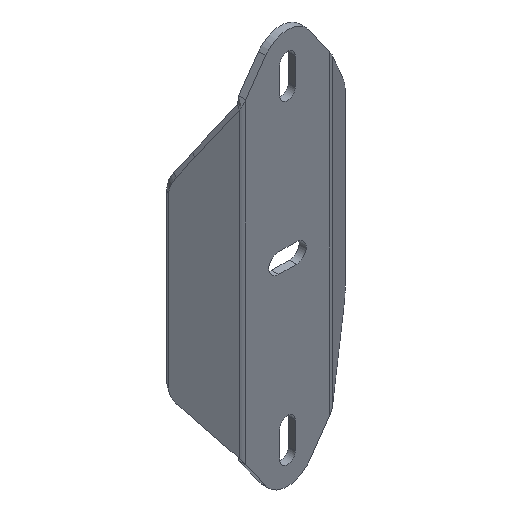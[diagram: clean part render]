
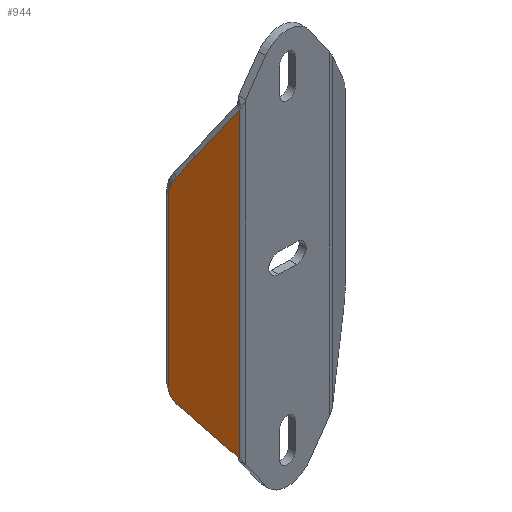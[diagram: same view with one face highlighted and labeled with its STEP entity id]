
A CAD part, isometric view. The second image highlights one B-rep face of the part: STEP entity #944.
In plain terms, the highlighted planar face has unit normal (-0.574, -0.819, 0).
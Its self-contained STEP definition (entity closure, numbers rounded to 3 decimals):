
#8 = VERTEX_POINT ( 'NONE', #309 ) ;
#27 = CARTESIAN_POINT ( 'NONE',  ( -64.745, 10.324, -46.922 ) ) ;
#40 = LINE ( 'NONE', #1253, #702 ) ;
#57 = VECTOR ( 'NONE', #828, 1000. ) ;
#101 = VERTEX_POINT ( 'NONE', #1238 ) ;
#111 = ORIENTED_EDGE ( 'NONE', *, *, #772, .F. ) ;
#112 = ORIENTED_EDGE ( 'NONE', *, *, #1411, .T. ) ;
#118 = AXIS2_PLACEMENT_3D ( 'NONE', #1237, #182, #517 ) ;
#123 = DIRECTION ( 'NONE',  ( -0.819, 0.574, 0. ) ) ;
#142 = DIRECTION ( 'NONE',  ( -0.574, -0.819, 0. ) ) ;
#143 = CARTESIAN_POINT ( 'NONE',  ( -51.291, 0.904, 105. ) ) ;
#172 = LINE ( 'NONE', #366, #1366 ) ;
#182 = DIRECTION ( 'NONE',  ( -0.574, -0.819, 0. ) ) ;
#213 = VERTEX_POINT ( 'NONE', #449 ) ;
#248 = DIRECTION ( 'NONE',  ( -0.532, 0.373, -0.76 ) ) ;
#261 = DIRECTION ( 'NONE',  ( -0.532, 0.373, -0.76 ) ) ;
#267 = VERTEX_POINT ( 'NONE', #1062 ) ;
#293 = VECTOR ( 'NONE', #844, 1000. ) ;
#309 = CARTESIAN_POINT ( 'NONE',  ( -72.217, 15.556, 54.719 ) ) ;
#336 = DIRECTION ( 'NONE',  ( -0.532, 0.373, 0.76 ) ) ;
#351 = EDGE_CURVE ( 'NONE', #695, #1084, #722, .T. ) ;
#366 = CARTESIAN_POINT ( 'NONE',  ( -65.989, 11.196, 63.613 ) ) ;
#377 = DIRECTION ( 'NONE',  ( 0.819, -0.574, 0. ) ) ;
#419 = DIRECTION ( 'NONE',  ( 0.532, -0.373, -0.76 ) ) ;
#446 = CIRCLE ( 'NONE', #118, 12. ) ;
#449 = CARTESIAN_POINT ( 'NONE',  ( -51.291, 0.904, -84.604 ) ) ;
#481 = CARTESIAN_POINT ( 'NONE',  ( -51.291, 0.904, 84.604 ) ) ;
#503 = ORIENTED_EDGE ( 'NONE', *, *, #849, .T. ) ;
#512 = AXIS2_PLACEMENT_3D ( 'NONE', #27, #142, #377 ) ;
#517 = DIRECTION ( 'NONE',  ( -0.819, 0.574, 0. ) ) ;
#539 = VERTEX_POINT ( 'NONE', #633 ) ;
#589 = VECTOR ( 'NONE', #336, 1000. ) ;
#620 = LINE ( 'NONE', #942, #868 ) ;
#633 = CARTESIAN_POINT ( 'NONE',  ( -65.989, 11.196, -63.613 ) ) ;
#695 = VERTEX_POINT ( 'NONE', #904 ) ;
#702 = VECTOR ( 'NONE', #419, 1000. ) ;
#709 = PLANE ( 'NONE',  #953 ) ;
#713 = ORIENTED_EDGE ( 'NONE', *, *, #351, .T. ) ;
#722 = CIRCLE ( 'NONE', #512, 12. ) ;
#740 = FACE_OUTER_BOUND ( 'NONE', #1486, .T. ) ;
#772 = EDGE_CURVE ( 'NONE', #213, #539, #1227, .T. ) ;
#782 = ORIENTED_EDGE ( 'NONE', *, *, #1452, .T. ) ;
#828 = DIRECTION ( 'NONE',  ( 0., 0., -1. ) ) ;
#844 = DIRECTION ( 'NONE',  ( 0., 0., 1. ) ) ;
#849 = EDGE_CURVE ( 'NONE', #101, #8, #172, .T. ) ;
#857 = ORIENTED_EDGE ( 'NONE', *, *, #892, .T. ) ;
#868 = VECTOR ( 'NONE', #261, 1000. ) ;
#892 = EDGE_CURVE ( 'NONE', #267, #695, #1059, .T. ) ;
#897 = LINE ( 'NONE', #143, #293 ) ;
#904 = CARTESIAN_POINT ( 'NONE',  ( -74.575, 17.207, -46.922 ) ) ;
#942 = CARTESIAN_POINT ( 'NONE',  ( -42.494, -5.256, 97.168 ) ) ;
#944 = ADVANCED_FACE ( 'NONE', ( #740 ), #709, .F. ) ;
#953 = AXIS2_PLACEMENT_3D ( 'NONE', #1404, #1305, #123 ) ;
#956 = EDGE_CURVE ( 'NONE', #1225, #101, #620, .T. ) ;
#1009 = ORIENTED_EDGE ( 'NONE', *, *, #1317, .T. ) ;
#1022 = CARTESIAN_POINT ( 'NONE',  ( -72.217, 15.556, -54.719 ) ) ;
#1059 = LINE ( 'NONE', #1166, #57 ) ;
#1062 = CARTESIAN_POINT ( 'NONE',  ( -74.575, 17.207, 46.922 ) ) ;
#1063 = ORIENTED_EDGE ( 'NONE', *, *, #956, .T. ) ;
#1084 = VERTEX_POINT ( 'NONE', #1022 ) ;
#1166 = CARTESIAN_POINT ( 'NONE',  ( -74.575, 17.207, 105. ) ) ;
#1225 = VERTEX_POINT ( 'NONE', #481 ) ;
#1227 = LINE ( 'NONE', #1270, #589 ) ;
#1237 = CARTESIAN_POINT ( 'NONE',  ( -64.745, 10.324, 46.922 ) ) ;
#1238 = CARTESIAN_POINT ( 'NONE',  ( -65.989, 11.196, 63.613 ) ) ;
#1253 = CARTESIAN_POINT ( 'NONE',  ( -65.989, 11.196, -63.613 ) ) ;
#1270 = CARTESIAN_POINT ( 'NONE',  ( -127.457, 54.236, 24.172 ) ) ;
#1305 = DIRECTION ( 'NONE',  ( 0.574, 0.819, 0. ) ) ;
#1317 = EDGE_CURVE ( 'NONE', #213, #1225, #897, .T. ) ;
#1366 = VECTOR ( 'NONE', #248, 1000. ) ;
#1404 = CARTESIAN_POINT ( 'NONE',  ( -50., 0., 105. ) ) ;
#1411 = EDGE_CURVE ( 'NONE', #8, #267, #446, .T. ) ;
#1452 = EDGE_CURVE ( 'NONE', #1084, #539, #40, .T. ) ;
#1486 = EDGE_LOOP ( 'NONE', ( #111, #1009, #1063, #503, #112, #857, #713, #782 ) ) ;
